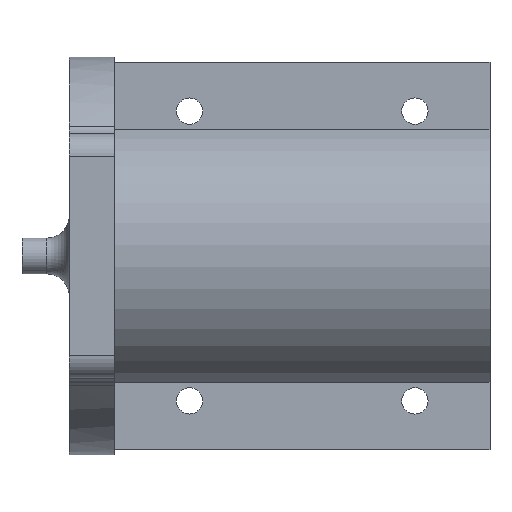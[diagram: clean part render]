
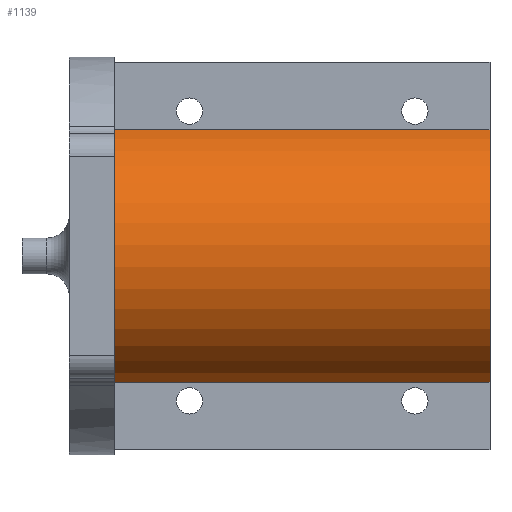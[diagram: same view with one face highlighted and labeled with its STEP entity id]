
A CAD part, left-side view. The second image highlights one B-rep face of the part: STEP entity #1139.
In plain terms, the highlighted cylindrical face has radius 17.825 mm (diameter 35.65 mm), a partial arc.
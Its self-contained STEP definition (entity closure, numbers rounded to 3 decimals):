
#2 = CYLINDRICAL_SURFACE ( 'NONE', #568, 17.825 ) ;
#57 = CARTESIAN_POINT ( 'NONE',  ( 0., 0., 0. ) ) ;
#88 = DIRECTION ( 'NONE',  ( 0., 1., 0. ) ) ;
#96 = ORIENTED_EDGE ( 'NONE', *, *, #128, .F. ) ;
#100 = DIRECTION ( 'NONE',  ( 0., 1., 0. ) ) ;
#116 = EDGE_CURVE ( 'NONE', #1099, #645, #190, .T. ) ;
#128 = EDGE_CURVE ( 'NONE', #336, #1099, #340, .T. ) ;
#130 = CARTESIAN_POINT ( 'NONE',  ( -6., 0., -16.785 ) ) ;
#145 = EDGE_CURVE ( 'NONE', #336, #1201, #401, .T. ) ;
#190 = LINE ( 'NONE', #521, #1204 ) ;
#208 = VECTOR ( 'NONE', #88, 1000. ) ;
#217 = CARTESIAN_POINT ( 'NONE',  ( -6., -50., -16.785 ) ) ;
#252 = DIRECTION ( 'NONE',  ( 0., -1., 0. ) ) ;
#288 = ORIENTED_EDGE ( 'NONE', *, *, #469, .T. ) ;
#312 = DIRECTION ( 'NONE',  ( 0., -1., 0. ) ) ;
#336 = VERTEX_POINT ( 'NONE', #379 ) ;
#340 = CIRCLE ( 'NONE', #531, 17.825 ) ;
#379 = CARTESIAN_POINT ( 'NONE',  ( -6., -50., 16.785 ) ) ;
#396 = CARTESIAN_POINT ( 'NONE',  ( -6., 0., 16.785 ) ) ;
#401 = LINE ( 'NONE', #1186, #208 ) ;
#407 = DIRECTION ( 'NONE',  ( 0., 0., -1. ) ) ;
#469 = EDGE_CURVE ( 'NONE', #1201, #645, #534, .T. ) ;
#515 = CARTESIAN_POINT ( 'NONE',  ( 0., -50., 0. ) ) ;
#521 = CARTESIAN_POINT ( 'NONE',  ( -6., -50., -16.785 ) ) ;
#531 = AXIS2_PLACEMENT_3D ( 'NONE', #515, #312, #407 ) ;
#534 = CIRCLE ( 'NONE', #602, 17.825 ) ;
#568 = AXIS2_PLACEMENT_3D ( 'NONE', #876, #1305, #1202 ) ;
#602 = AXIS2_PLACEMENT_3D ( 'NONE', #57, #252, #1360 ) ;
#645 = VERTEX_POINT ( 'NONE', #130 ) ;
#876 = CARTESIAN_POINT ( 'NONE',  ( 0., -50., 0. ) ) ;
#912 = ORIENTED_EDGE ( 'NONE', *, *, #145, .T. ) ;
#982 = FACE_OUTER_BOUND ( 'NONE', #1129, .T. ) ;
#988 = ORIENTED_EDGE ( 'NONE', *, *, #116, .F. ) ;
#1099 = VERTEX_POINT ( 'NONE', #217 ) ;
#1129 = EDGE_LOOP ( 'NONE', ( #288, #988, #96, #912 ) ) ;
#1139 = ADVANCED_FACE ( 'NONE', ( #982 ), #2, .T. ) ;
#1186 = CARTESIAN_POINT ( 'NONE',  ( -6., -50., 16.785 ) ) ;
#1201 = VERTEX_POINT ( 'NONE', #396 ) ;
#1202 = DIRECTION ( 'NONE',  ( 0., 0., 1. ) ) ;
#1204 = VECTOR ( 'NONE', #100, 1000. ) ;
#1305 = DIRECTION ( 'NONE',  ( 0., 1., 0. ) ) ;
#1360 = DIRECTION ( 'NONE',  ( 0., 0., -1. ) ) ;
